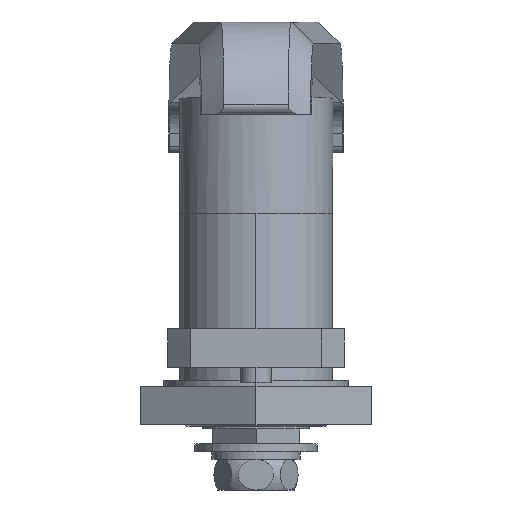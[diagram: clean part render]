
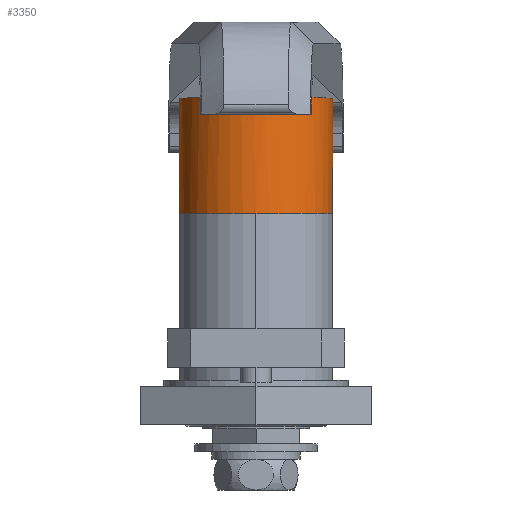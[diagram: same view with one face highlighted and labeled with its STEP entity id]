
A CAD part, front view. The second image highlights one B-rep face of the part: STEP entity #3350.
In plain terms, the highlighted cylindrical face has radius 10 mm (diameter 20 mm), a partial arc.
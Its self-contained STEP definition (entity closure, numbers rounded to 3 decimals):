
#25 = ORIENTED_EDGE ( 'NONE', *, *, #3134, .T. ) ;
#27 = ORIENTED_EDGE ( 'NONE', *, *, #3171, .F. ) ;
#131 = EDGE_LOOP ( 'NONE', ( #1683, #25, #1682, #27 ) ) ;
#151 = FACE_OUTER_BOUND ( 'NONE', #131, .T. ) ;
#155 = AXIS2_PLACEMENT_3D ( 'NONE', #4768, #4769, #4770 ) ;
#156 = CYLINDRICAL_SURFACE ( 'NONE', #155, 10. ) ;
#701 = VECTOR ( 'NONE', #4522, 1000. ) ;
#703 = VECTOR ( 'NONE', #4532, 1000. ) ;
#1172 = CARTESIAN_POINT ( 'NONE',  ( -10., 0., -10. ) ) ;
#1173 = CARTESIAN_POINT ( 'NONE',  ( -10., -20., -9.318 ) ) ;
#1174 = CARTESIAN_POINT ( 'NONE',  ( 10., -20., -9.318 ) ) ;
#1175 = CARTESIAN_POINT ( 'NONE',  ( 10., 0., -10. ) ) ;
#1682 = ORIENTED_EDGE ( 'NONE', *, *, #3314, .T. ) ;
#1683 = ORIENTED_EDGE ( 'NONE', *, *, #3311, .F. ) ;
#2054 =( BOUNDED_CURVE ( )  B_SPLINE_CURVE ( 3, ( #1172, #1173, #1174, #1175 ),
 .UNSPECIFIED., .F., .T. ) 
 B_SPLINE_CURVE_WITH_KNOTS ( ( 4, 4 ),
 ( 4.712, 7.854 ),
 .UNSPECIFIED. ) 
 CURVE ( )  GEOMETRIC_REPRESENTATION_ITEM ( )  RATIONAL_B_SPLINE_CURVE ( ( 1., 0.333, 0.333, 1. ) ) 
 REPRESENTATION_ITEM ( '' )  );
#3134 = EDGE_CURVE ( 'NONE', #3905, #3908, #5238, .T. ) ;
#3171 = EDGE_CURVE ( 'NONE', #3906, #3911, #2054, .T. ) ;
#3311 = EDGE_CURVE ( 'NONE', #3905, #3906, #4520, .T. ) ;
#3314 = EDGE_CURVE ( 'NONE', #3908, #3911, #4530, .T. ) ;
#3350 = ADVANCED_FACE ( 'NONE', ( #151 ), #156, .T. ) ;
#3507 = AXIS2_PLACEMENT_3D ( 'NONE', #4378, #4379, #4380 ) ;
#3905 = VERTEX_POINT ( 'NONE', #4919 ) ;
#3906 = VERTEX_POINT ( 'NONE', #4920 ) ;
#3908 = VERTEX_POINT ( 'NONE', #4922 ) ;
#3911 = VERTEX_POINT ( 'NONE', #4925 ) ;
#4378 = CARTESIAN_POINT ( 'NONE',  ( 0., 0., -25. ) ) ;
#4379 = DIRECTION ( 'NONE',  ( 0., 0., 1. ) ) ;
#4380 = DIRECTION ( 'NONE',  ( 1., 0., 0. ) ) ;
#4520 = LINE ( 'NONE', #4521, #701 ) ;
#4521 = CARTESIAN_POINT ( 'NONE',  ( -10., 0., 4.988 ) ) ;
#4522 = DIRECTION ( 'NONE',  ( 0., 0., 1. ) ) ;
#4530 = LINE ( 'NONE', #4531, #703 ) ;
#4531 = CARTESIAN_POINT ( 'NONE',  ( 10., 0., 4.988 ) ) ;
#4532 = DIRECTION ( 'NONE',  ( 0., 0., 1. ) ) ;
#4768 = CARTESIAN_POINT ( 'NONE',  ( 0., 0., 4.988 ) ) ;
#4769 = DIRECTION ( 'NONE',  ( 0., 0., 1. ) ) ;
#4770 = DIRECTION ( 'NONE',  ( 1., 0., 0. ) ) ;
#4919 = CARTESIAN_POINT ( 'NONE',  ( -10., 0., -25. ) ) ;
#4920 = CARTESIAN_POINT ( 'NONE',  ( -10., 0., -10. ) ) ;
#4922 = CARTESIAN_POINT ( 'NONE',  ( 10., 0., -25. ) ) ;
#4925 = CARTESIAN_POINT ( 'NONE',  ( 10., 0., -10. ) ) ;
#5238 = CIRCLE ( 'NONE', #3507, 10. ) ;
